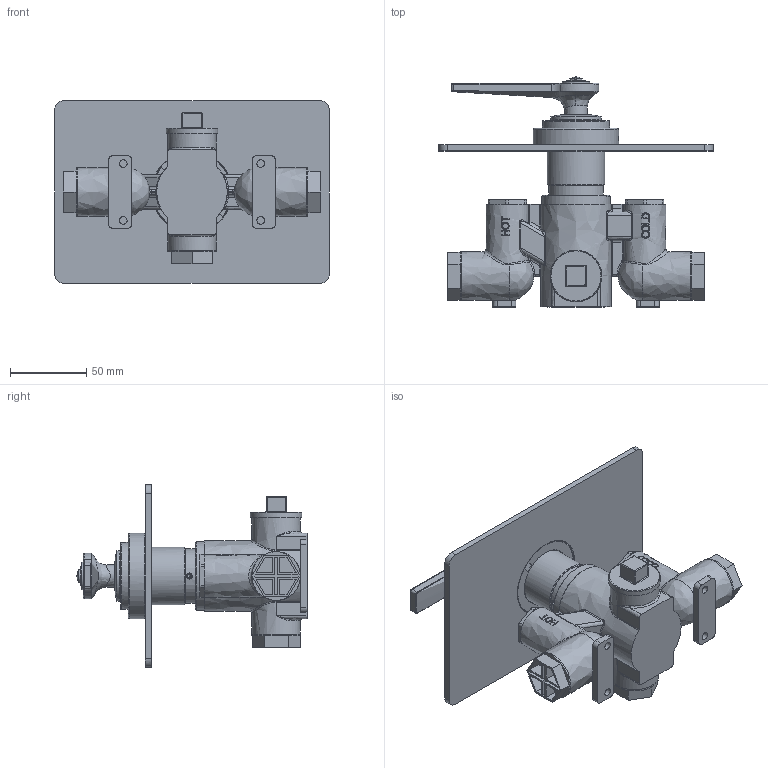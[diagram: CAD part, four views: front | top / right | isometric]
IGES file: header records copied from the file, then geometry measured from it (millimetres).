
Global section: file name: V700-TLF; native system: Autodesk Inventor 2018; preprocessor: unknown; author: adaniels; date: 20171002.154324; units: millimetre
Bounding box: 180 x 150.93 x 120 mm (x, y, z)
Volume: 435980.3 mm3; surface area: 214483 mm2
Topology: 43 solids, 47 shells, 2118 faces, 5697 edges, 3805 vertices
Faces by surface type: bspline 2118
